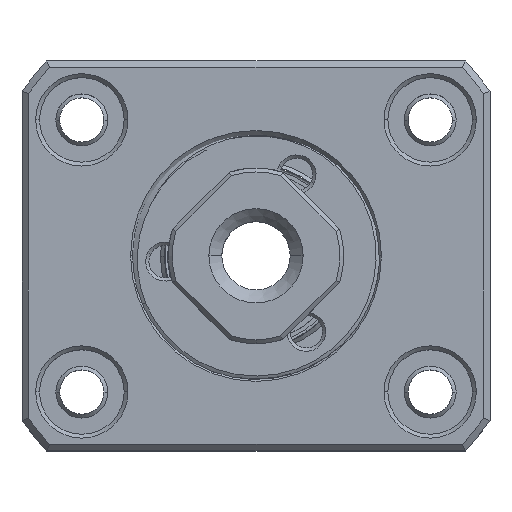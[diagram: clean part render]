
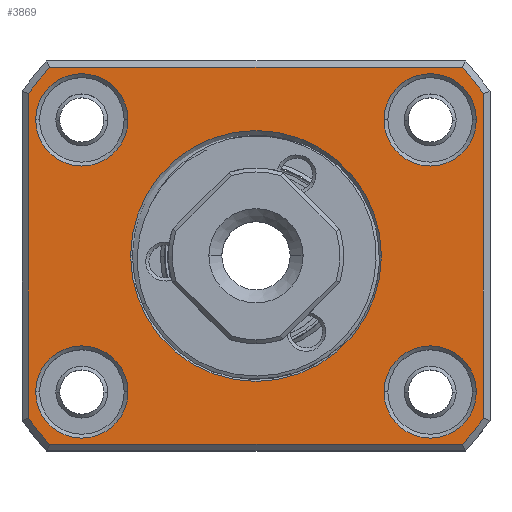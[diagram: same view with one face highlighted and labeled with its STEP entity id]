
A CAD part, top view. The second image highlights one B-rep face of the part: STEP entity #3869.
In plain terms, the highlighted planar face has unit normal (0, 0, 1).
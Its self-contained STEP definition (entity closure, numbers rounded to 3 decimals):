
#90=PLANE('',#929);
#288=VECTOR('',#1658,1.);
#289=VECTOR('',#1661,1.);
#290=VECTOR('',#1664,1.);
#291=VECTOR('',#1667,1.);
#430=LINE('',#5847,#288);
#431=LINE('',#5852,#289);
#432=LINE('',#5856,#290);
#433=LINE('',#5860,#291);
#576=CIRCLE('',#873,3.55);
#579=CIRCLE('',#878,3.55);
#582=CIRCLE('',#883,3.55);
#585=CIRCLE('',#888,3.55);
#587=CIRCLE('',#892,9.65);
#590=CIRCLE('',#896,9.65);
#595=CIRCLE('',#904,3.55);
#600=CIRCLE('',#912,3.55);
#605=CIRCLE('',#920,3.55);
#610=CIRCLE('',#928,3.55);
#611=CIRCLE('',#930,21.5);
#612=CIRCLE('',#931,21.5);
#613=CIRCLE('',#932,21.5);
#614=CIRCLE('',#933,21.5);
#873=AXIS2_PLACEMENT_3D('',#5639,#1532,#1533);
#878=AXIS2_PLACEMENT_3D('',#5654,#1546,#1547);
#883=AXIS2_PLACEMENT_3D('',#5669,#1560,#1561);
#888=AXIS2_PLACEMENT_3D('',#5684,#1574,#1575);
#892=AXIS2_PLACEMENT_3D('',#5728,#1586,#1587);
#896=AXIS2_PLACEMENT_3D('',#5805,#1595,#1596);
#904=AXIS2_PLACEMENT_3D('',#5815,#1610,#1611);
#912=AXIS2_PLACEMENT_3D('',#5825,#1625,#1626);
#920=AXIS2_PLACEMENT_3D('',#5835,#1640,#1641);
#928=AXIS2_PLACEMENT_3D('',#5845,#1655,#1656);
#929=AXIS2_PLACEMENT_3D('',#5846,#1657,$);
#930=AXIS2_PLACEMENT_3D('',#5850,#1659,#1660);
#931=AXIS2_PLACEMENT_3D('',#5854,#1662,#1663);
#932=AXIS2_PLACEMENT_3D('',#5858,#1665,#1666);
#933=AXIS2_PLACEMENT_3D('',#5862,#1668,#1669);
#1532=DIRECTION('',(0.,0.,-1.));
#1533=DIRECTION('',(3.55,0.,0.));
#1546=DIRECTION('',(0.,0.,-1.));
#1547=DIRECTION('',(3.55,0.,0.));
#1560=DIRECTION('',(0.,0.,-1.));
#1561=DIRECTION('',(3.55,0.,0.));
#1574=DIRECTION('',(0.,0.,-1.));
#1575=DIRECTION('',(3.55,0.,0.));
#1586=DIRECTION('',(0.,0.,-1.));
#1587=DIRECTION('',(9.65,0.,0.));
#1595=DIRECTION('',(0.,0.,-1.));
#1596=DIRECTION('',(9.65,0.,0.));
#1610=DIRECTION('',(0.,0.,-1.));
#1611=DIRECTION('',(3.55,0.,0.));
#1625=DIRECTION('',(0.,0.,-1.));
#1626=DIRECTION('',(3.55,0.,0.));
#1640=DIRECTION('',(0.,0.,-1.));
#1641=DIRECTION('',(3.55,0.,0.));
#1655=DIRECTION('',(0.,0.,-1.));
#1656=DIRECTION('',(3.55,0.,0.));
#1657=DIRECTION('',(0.,0.,1.));
#1658=DIRECTION('',(-1.,0.,0.));
#1659=DIRECTION('',(0.,0.,1.));
#1660=DIRECTION('',(21.5,0.,0.));
#1661=DIRECTION('',(0.,-1.,0.));
#1662=DIRECTION('',(0.,0.,1.));
#1663=DIRECTION('',(21.5,0.,0.));
#1664=DIRECTION('',(1.,0.,0.));
#1665=DIRECTION('',(0.,0.,1.));
#1666=DIRECTION('',(21.5,0.,0.));
#1667=DIRECTION('',(0.,1.,0.));
#1668=DIRECTION('',(0.,0.,1.));
#1669=DIRECTION('',(21.5,0.,0.));
#2050=VERTEX_POINT('',#5638);
#2051=VERTEX_POINT('',#5640);
#2056=VERTEX_POINT('',#5653);
#2057=VERTEX_POINT('',#5655);
#2062=VERTEX_POINT('',#5668);
#2063=VERTEX_POINT('',#5670);
#2068=VERTEX_POINT('',#5683);
#2069=VERTEX_POINT('',#5685);
#2074=VERTEX_POINT('',#5727);
#2075=VERTEX_POINT('',#5729);
#2087=VERTEX_POINT('',#5848);
#2088=VERTEX_POINT('',#5849);
#2089=VERTEX_POINT('',#5851);
#2090=VERTEX_POINT('',#5853);
#2091=VERTEX_POINT('',#5855);
#2092=VERTEX_POINT('',#5857);
#2093=VERTEX_POINT('',#5859);
#2094=VERTEX_POINT('',#5861);
#2460=EDGE_CURVE('',#2051,#2050,#576,.T.);
#2467=EDGE_CURVE('',#2057,#2056,#579,.T.);
#2474=EDGE_CURVE('',#2063,#2062,#582,.T.);
#2481=EDGE_CURVE('',#2069,#2068,#585,.T.);
#2488=EDGE_CURVE('',#2075,#2074,#587,.T.);
#2494=EDGE_CURVE('',#2074,#2075,#590,.T.);
#2499=EDGE_CURVE('',#2068,#2069,#595,.T.);
#2504=EDGE_CURVE('',#2062,#2063,#600,.T.);
#2509=EDGE_CURVE('',#2056,#2057,#605,.T.);
#2514=EDGE_CURVE('',#2050,#2051,#610,.T.);
#2515=EDGE_CURVE('',#2087,#2088,#430,.T.);
#2516=EDGE_CURVE('',#2088,#2089,#611,.T.);
#2517=EDGE_CURVE('',#2089,#2090,#431,.T.);
#2518=EDGE_CURVE('',#2090,#2091,#612,.T.);
#2519=EDGE_CURVE('',#2091,#2092,#432,.T.);
#2520=EDGE_CURVE('',#2092,#2093,#613,.T.);
#2521=EDGE_CURVE('',#2093,#2094,#433,.T.);
#2522=EDGE_CURVE('',#2094,#2087,#614,.T.);
#3157=ORIENTED_EDGE('',*,*,#2460,.T.);
#3158=ORIENTED_EDGE('',*,*,#2514,.T.);
#3159=ORIENTED_EDGE('',*,*,#2467,.T.);
#3160=ORIENTED_EDGE('',*,*,#2509,.T.);
#3161=ORIENTED_EDGE('',*,*,#2474,.T.);
#3162=ORIENTED_EDGE('',*,*,#2504,.T.);
#3163=ORIENTED_EDGE('',*,*,#2481,.T.);
#3164=ORIENTED_EDGE('',*,*,#2499,.T.);
#3165=ORIENTED_EDGE('',*,*,#2488,.T.);
#3166=ORIENTED_EDGE('',*,*,#2494,.T.);
#3167=ORIENTED_EDGE('',*,*,#2515,.T.);
#3168=ORIENTED_EDGE('',*,*,#2516,.T.);
#3169=ORIENTED_EDGE('',*,*,#2517,.T.);
#3170=ORIENTED_EDGE('',*,*,#2518,.T.);
#3171=ORIENTED_EDGE('',*,*,#2519,.T.);
#3172=ORIENTED_EDGE('',*,*,#2520,.T.);
#3173=ORIENTED_EDGE('',*,*,#2521,.T.);
#3174=ORIENTED_EDGE('',*,*,#2522,.T.);
#3489=EDGE_LOOP('',(#3157,#3158));
#3490=EDGE_LOOP('',(#3159,#3160));
#3491=EDGE_LOOP('',(#3161,#3162));
#3492=EDGE_LOOP('',(#3163,#3164));
#3493=EDGE_LOOP('',(#3165,#3166));
#3494=EDGE_LOOP('',(#3167,#3168,#3169,#3170,#3171,#3172,#3173,#3174));
#3687=FACE_BOUND('',#3489,.T.);
#3688=FACE_BOUND('',#3490,.T.);
#3689=FACE_BOUND('',#3491,.T.);
#3690=FACE_BOUND('',#3492,.T.);
#3691=FACE_BOUND('',#3493,.T.);
#3692=FACE_BOUND('',#3494,.T.);
#3869=ADVANCED_FACE('',(#3687,#3688,#3689,#3690,#3691,#3692),#90,.T.);
#5638=CARTESIAN_POINT('',(-16.946,10.466,0.));
#5639=CARTESIAN_POINT('',(-13.396,10.466,0.));
#5640=CARTESIAN_POINT('',(-9.846,10.466,0.));
#5653=CARTESIAN_POINT('',(-16.946,-10.466,0.));
#5654=CARTESIAN_POINT('',(-13.396,-10.466,0.));
#5655=CARTESIAN_POINT('',(-9.846,-10.466,0.));
#5668=CARTESIAN_POINT('',(9.846,-10.466,0.));
#5669=CARTESIAN_POINT('',(13.396,-10.466,0.));
#5670=CARTESIAN_POINT('',(16.946,-10.466,0.));
#5683=CARTESIAN_POINT('',(9.846,10.466,0.));
#5684=CARTESIAN_POINT('',(13.396,10.466,0.));
#5685=CARTESIAN_POINT('',(16.946,10.466,0.));
#5727=CARTESIAN_POINT('',(-9.65,0.,0.));
#5728=CARTESIAN_POINT('',(0.,0.,0.));
#5729=CARTESIAN_POINT('',(9.65,0.,0.));
#5805=CARTESIAN_POINT('',(0.,0.,0.));
#5815=CARTESIAN_POINT('',(13.396,10.466,0.));
#5825=CARTESIAN_POINT('',(13.396,-10.466,0.));
#5835=CARTESIAN_POINT('',(-13.396,-10.466,0.));
#5845=CARTESIAN_POINT('',(-13.396,10.466,0.));
#5846=CARTESIAN_POINT('',(9.,0.,0.));
#5847=CARTESIAN_POINT('',(15.875,14.5,0.));
#5848=CARTESIAN_POINT('',(15.875,14.5,0.));
#5849=CARTESIAN_POINT('',(-15.875,14.5,0.));
#5850=CARTESIAN_POINT('',(0.,0.,0.));
#5851=CARTESIAN_POINT('',(-17.5,12.49,0.));
#5852=CARTESIAN_POINT('',(-17.5,12.49,0.));
#5853=CARTESIAN_POINT('',(-17.5,-12.49,0.));
#5854=CARTESIAN_POINT('',(0.,0.,0.));
#5855=CARTESIAN_POINT('',(-15.875,-14.5,0.));
#5856=CARTESIAN_POINT('',(-15.875,-14.5,0.));
#5857=CARTESIAN_POINT('',(15.875,-14.5,0.));
#5858=CARTESIAN_POINT('',(0.,0.,0.));
#5859=CARTESIAN_POINT('',(17.5,-12.49,0.));
#5860=CARTESIAN_POINT('',(17.5,-12.49,0.));
#5861=CARTESIAN_POINT('',(17.5,12.49,0.));
#5862=CARTESIAN_POINT('',(0.,0.,0.));
